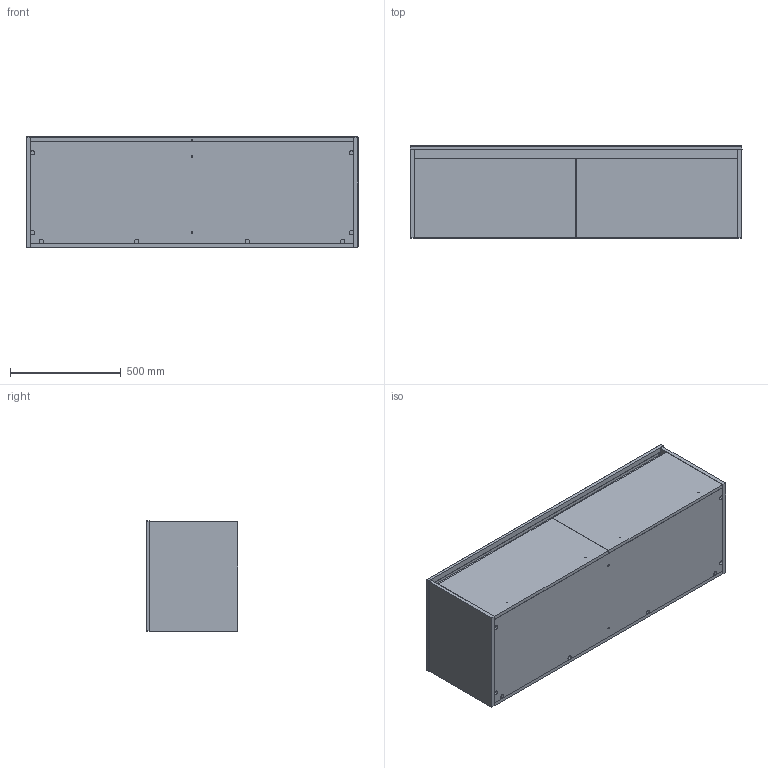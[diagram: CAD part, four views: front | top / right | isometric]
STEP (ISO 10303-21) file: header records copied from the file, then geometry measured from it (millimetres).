
FILE_DESCRIPTION (( 'STEP AP203' ), '1' );
FILE_NAME ('412_1500DBW2DR_Kayla.STEP', '2022-04-06T23:53:09', ( '' ), ( '' ), 'SwSTEP 2.0', 'SolidWorks 2020', '' );
FILE_SCHEMA (( 'CONFIG_CONTROL_DESIGN' ));
Length unit declared in the file: millimetre
Products named in the file (12): PL001206; 412_1500DBW2DR_Kayla; PL001188; PL001190; PL001192; PL001048; PL001002; PL001003; F412_1500DW2DR; Lauretta_1500D; Top Stretcher; PL001187
Assembly tree (12 placements, depth 3):
  412_1500DBW2DR_Kayla
    Lauretta_1500D
    F412_1500DW2DR
      PL001003
      PL001002
      PL001187
      PL001188
      PL001190
      PL001048  x2
      PL001206
      PL001192
      Top Stretcher
Bounding box: 1500 x 415 x 500 mm (x, y, z)
Volume: 56576519.8 mm3; surface area: 7719275.4 mm2
Topology: 11 solids, 11 shells, 373 faces, 836 edges, 520 vertices
Faces by surface type: cylinder 160, plane 125, bspline 80, cone 4, sphere 4
Entity records: 35601 total; most frequent: CARTESIAN_POINT 27278, ORIENTED_EDGE 1488, DIRECTION 1376, EDGE_CURVE 744, AXIS2_PLACEMENT_3D 541, VERTEX_POINT 464, EDGE_LOOP 410, FACE_OUTER_BOUND 335
